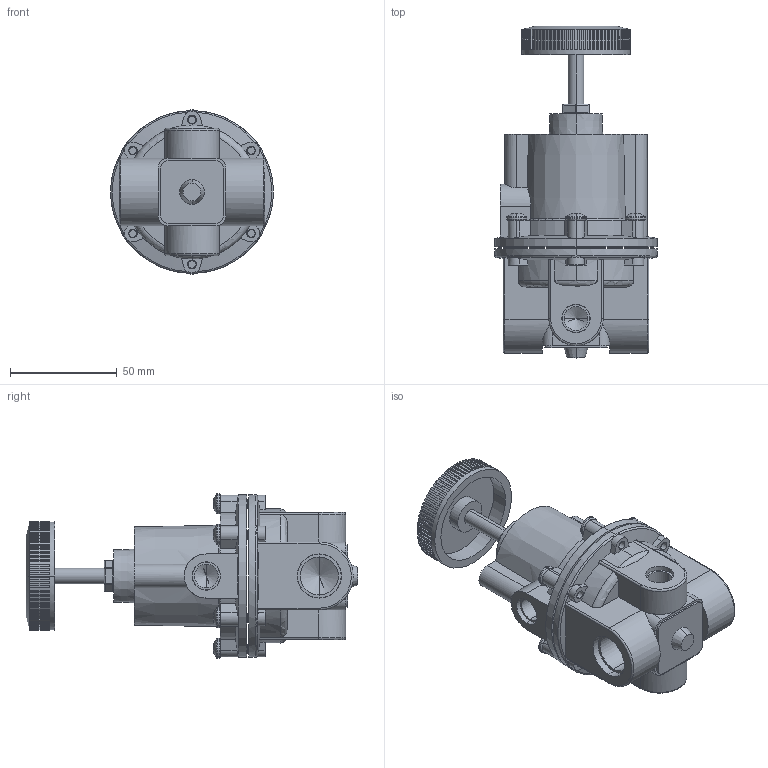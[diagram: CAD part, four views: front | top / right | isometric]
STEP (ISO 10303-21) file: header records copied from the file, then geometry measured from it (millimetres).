
FILE_DESCRIPTION (( 'STEP AP203' ), '1' );
FILE_NAME ('CR-745.step', '2015-10-20T14:36:43', ( '' ), ( '' ), 'SwSTEP 2.0', 'SolidWorks 2015', '' );
FILE_SCHEMA (( 'CONFIG_CONTROL_DESIGN' ));
Length unit declared in the file: inch
Products named in the file (1): CR-745
Bounding box: 76.2 x 155.52 x 77.24 mm (x, y, z)
Volume: 279805.2 mm3; surface area: 57665.3 mm2
Topology: 10 solids, 10 shells, 1525 faces, 4362 edges, 2856 vertices
Faces by surface type: cylinder 817, plane 521, cone 95, torus 44, sphere 24, bspline 24
Entity records: 61209 total; most frequent: CARTESIAN_POINT 25650, ORIENTED_EDGE 8672, DIRECTION 6335, EDGE_CURVE 4336, VERTEX_POINT 2856, AXIS2_PLACEMENT_3D 2302, LINE 1731, VECTOR 1731
